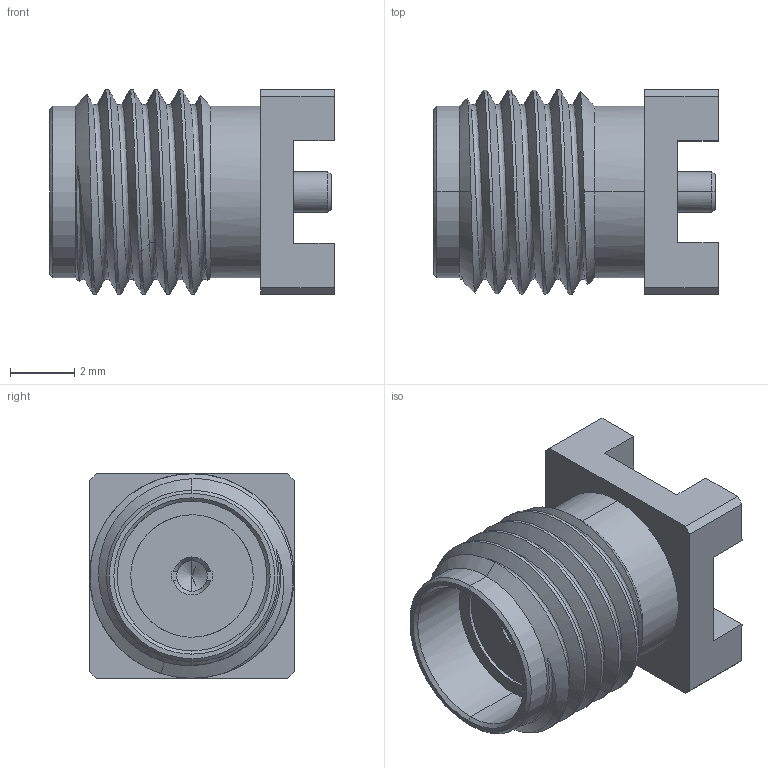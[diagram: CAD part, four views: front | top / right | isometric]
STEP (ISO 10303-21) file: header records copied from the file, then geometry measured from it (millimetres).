
FILE_DESCRIPTION (( 'STEP AP214' ), '1' );
FILE_NAME ('132134-10.STEP', '2022-12-26T04:47:35', ( '' ), ( '' ), 'SwSTEP 2.0', 'SolidWorks 2022', '' );
FILE_SCHEMA (( 'AUTOMOTIVE_DESIGN' ));
Length unit declared in the file: millimetre
Products named in the file (1): 132134-10
Bounding box: 8.84 x 6.35 x 6.35 mm (x, y, z)
Volume: 181.9 mm3; surface area: 347.1 mm2
Topology: 1 solids, 1 shells, 83 faces, 241 edges, 164 vertices
Faces by surface type: plane 29, cylinder 28, cone 17, bspline 9
Entity records: 5486 total; most frequent: CARTESIAN_POINT 3478, ORIENTED_EDGE 478, DIRECTION 288, EDGE_CURVE 239, VERTEX_POINT 164, B_SPLINE_CURVE_WITH_KNOTS 118, LINE 104, VECTOR 104
